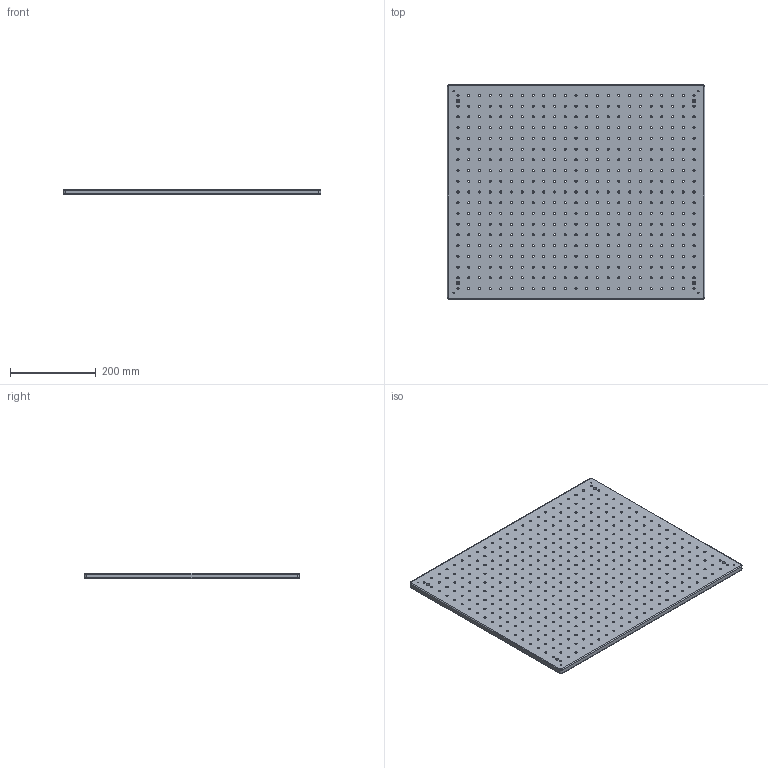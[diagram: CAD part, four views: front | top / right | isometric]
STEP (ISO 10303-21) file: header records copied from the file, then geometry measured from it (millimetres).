
FILE_DESCRIPTION (( 'STEP AP203' ), '1' );
FILE_NAME ('BR0506-1M.STEP', '2016-05-26T06:04:22', ( '' ), ( '' ), 'SwSTEP 2.0', 'SolidWorks 2016', '' );
FILE_SCHEMA (( 'CONFIG_CONTROL_DESIGN' ));
Length unit declared in the file: millimetre
Products named in the file (1): BR0506-1M
Bounding box: 600 x 500 x 13 mm (x, y, z)
Volume: 3782321 mm3; surface area: 698098.1 mm2
Topology: 1 solids, 1 shells, 928 faces, 2750 edges, 1828 vertices
Faces by surface type: cylinder 910, plane 10, torus 8
Entity records: 34031 total; most frequent: DIRECTION 6436, CARTESIAN_POINT 5507, ORIENTED_EDGE 5500, AXIS2_PLACEMENT_3D 2757, EDGE_CURVE 2750, VERTEX_POINT 1828, CIRCLE 1828, EDGE_LOOP 1822
